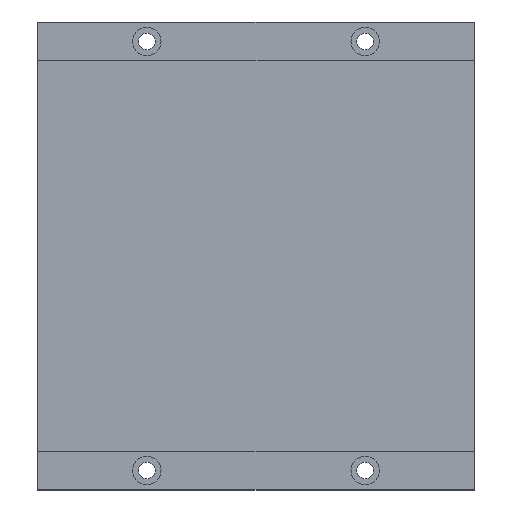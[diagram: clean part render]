
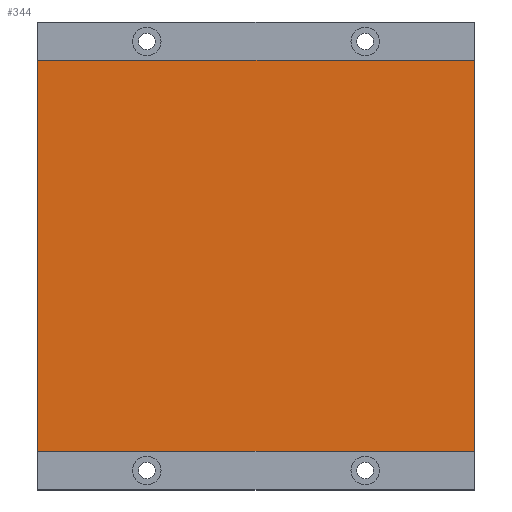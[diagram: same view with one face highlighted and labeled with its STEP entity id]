
A CAD part, top view. The second image highlights one B-rep face of the part: STEP entity #344.
In plain terms, the highlighted planar face has unit normal (0, 0, 1).
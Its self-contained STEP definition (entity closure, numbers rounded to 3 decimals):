
#12 = VERTEX_POINT ( 'NONE', #242 ) ;
#35 = EDGE_LOOP ( 'NONE', ( #211, #806, #843, #549 ) ) ;
#120 = DIRECTION ( 'NONE',  ( 0., -1., 0. ) ) ;
#162 = LINE ( 'NONE', #978, #205 ) ;
#170 = EDGE_CURVE ( 'NONE', #176, #12, #162, .T. ) ;
#176 = VERTEX_POINT ( 'NONE', #524 ) ;
#199 = EDGE_CURVE ( 'NONE', #620, #176, #680, .T. ) ;
#205 = VECTOR ( 'NONE', #766, 1000. ) ;
#211 = ORIENTED_EDGE ( 'NONE', *, *, #199, .T. ) ;
#242 = CARTESIAN_POINT ( 'NONE',  ( -84., 75.2, 13.7 ) ) ;
#254 = LINE ( 'NONE', #474, #873 ) ;
#311 = VECTOR ( 'NONE', #120, 1000. ) ;
#344 = ADVANCED_FACE ( 'NONE', ( #394 ), #691, .T. ) ;
#384 = CARTESIAN_POINT ( 'NONE',  ( 84., 75.2, 13.7 ) ) ;
#394 = FACE_OUTER_BOUND ( 'NONE', #35, .T. ) ;
#399 = DIRECTION ( 'NONE',  ( 1., 0., 0. ) ) ;
#436 = LINE ( 'NONE', #819, #311 ) ;
#442 = EDGE_CURVE ( 'NONE', #12, #746, #436, .T. ) ;
#457 = VECTOR ( 'NONE', #614, 1000. ) ;
#474 = CARTESIAN_POINT ( 'NONE',  ( -84., -75.2, 13.7 ) ) ;
#524 = CARTESIAN_POINT ( 'NONE',  ( 84., 75.2, 13.7 ) ) ;
#548 = CARTESIAN_POINT ( 'NONE',  ( 0., 0., 13.7 ) ) ;
#549 = ORIENTED_EDGE ( 'NONE', *, *, #729, .T. ) ;
#614 = DIRECTION ( 'NONE',  ( 0., 1., 0. ) ) ;
#620 = VERTEX_POINT ( 'NONE', #704 ) ;
#622 = DIRECTION ( 'NONE',  ( 0., 0., 1. ) ) ;
#680 = LINE ( 'NONE', #384, #457 ) ;
#691 = PLANE ( 'NONE',  #734 ) ;
#704 = CARTESIAN_POINT ( 'NONE',  ( 84., -75.2, 13.7 ) ) ;
#715 = DIRECTION ( 'NONE',  ( 1., 0., 0. ) ) ;
#729 = EDGE_CURVE ( 'NONE', #746, #620, #254, .T. ) ;
#734 = AXIS2_PLACEMENT_3D ( 'NONE', #548, #622, #399 ) ;
#746 = VERTEX_POINT ( 'NONE', #936 ) ;
#766 = DIRECTION ( 'NONE',  ( -1., 0., 0. ) ) ;
#806 = ORIENTED_EDGE ( 'NONE', *, *, #170, .T. ) ;
#819 = CARTESIAN_POINT ( 'NONE',  ( -84., 75.2, 13.7 ) ) ;
#843 = ORIENTED_EDGE ( 'NONE', *, *, #442, .T. ) ;
#873 = VECTOR ( 'NONE', #715, 1000. ) ;
#936 = CARTESIAN_POINT ( 'NONE',  ( -84., -75.2, 13.7 ) ) ;
#978 = CARTESIAN_POINT ( 'NONE',  ( -84., 75.2, 13.7 ) ) ;
